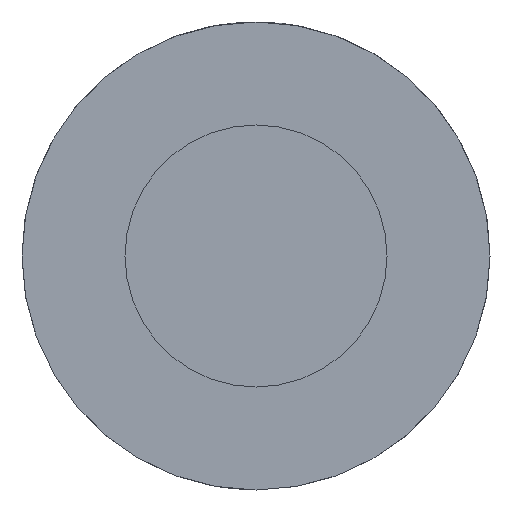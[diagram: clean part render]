
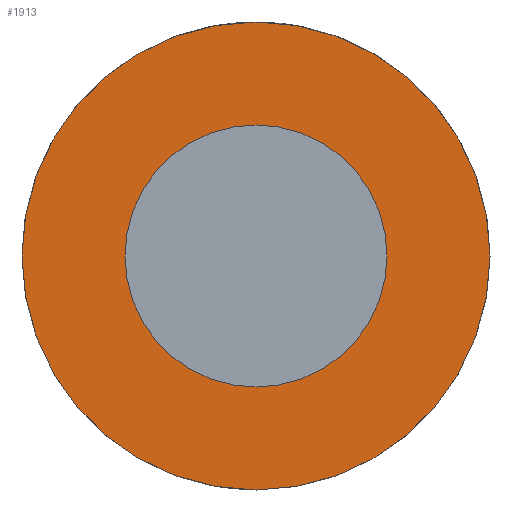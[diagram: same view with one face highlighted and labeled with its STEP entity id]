
A CAD part, left-side view. The second image highlights one B-rep face of the part: STEP entity #1913.
In plain terms, the highlighted face is planar.
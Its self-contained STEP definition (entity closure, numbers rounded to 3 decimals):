
#1109=CARTESIAN_POINT('',(0.,0.,0.));
#1110=DIRECTION('',(0.,0.,-1.));
#1111=DIRECTION('',(-1.,0.,0.));
#1112=AXIS2_PLACEMENT_3D('',#1109,#1110,#1111);
#1117=CARTESIAN_POINT('',(0.,0.,0.));
#1118=DIRECTION('',(0.,0.,1.));
#1119=DIRECTION('',(-1.,0.,0.));
#1120=AXIS2_PLACEMENT_3D('',#1117,#1118,#1119);
#1139=CARTESIAN_POINT('',(0.,0.,0.));
#1140=DIRECTION('',(0.,0.,1.));
#1141=DIRECTION('',(-1.,0.,0.));
#1142=AXIS2_PLACEMENT_3D('',#1139,#1140,#1141);
#1147=CARTESIAN_POINT('',(0.,0.,0.));
#1148=DIRECTION('',(0.,0.,-1.));
#1149=DIRECTION('',(-1.,0.,0.));
#1150=AXIS2_PLACEMENT_3D('',#1147,#1148,#1149);
#1242=CARTESIAN_POINT('',(-25.,0.,0.));
#1244=VERTEX_POINT('',#1242);
#1245=CARTESIAN_POINT('',(-14.,0.,0.));
#1247=VERTEX_POINT('',#1245);
#1250=CARTESIAN_POINT('',(25.,0.,0.));
#1252=VERTEX_POINT('',#1250);
#1253=CARTESIAN_POINT('',(14.,0.,0.));
#1255=VERTEX_POINT('',#1253);
#1898=CARTESIAN_POINT('',(0.,0.,0.));
#1899=DIRECTION('',(0.,0.,-1.));
#1900=DIRECTION('',(1.,0.,0.));
#1901=AXIS2_PLACEMENT_3D('',#1898,#1899,#1900);
#1902=PLANE('',#1901);
#1903=ORIENTED_EDGE('',*,*,#1891,.T.);
#1904=ORIENTED_EDGE('',*,*,#1876,.F.);
#1905=EDGE_LOOP('',(#1903,#1904));
#1906=FACE_OUTER_BOUND('',#1905,.F.);
#1908=ORIENTED_EDGE('',*,*,#1907,.T.);
#1910=ORIENTED_EDGE('',*,*,#1909,.F.);
#1911=EDGE_LOOP('',(#1908,#1910));
#1912=FACE_BOUND('',#1911,.F.);
#1113=CIRCLE('',#1112,25.);
#1121=CIRCLE('',#1120,25.);
#1143=CIRCLE('',#1142,14.);
#1151=CIRCLE('',#1150,14.);
#1876=EDGE_CURVE('',#1244,#1252,#1121,.T.);
#1891=EDGE_CURVE('',#1244,#1252,#1113,.T.);
#1907=EDGE_CURVE('',#1247,#1255,#1143,.T.);
#1909=EDGE_CURVE('',#1247,#1255,#1151,.T.);
#1913=ADVANCED_FACE('',(#1906,#1912),#1902,.F.);
